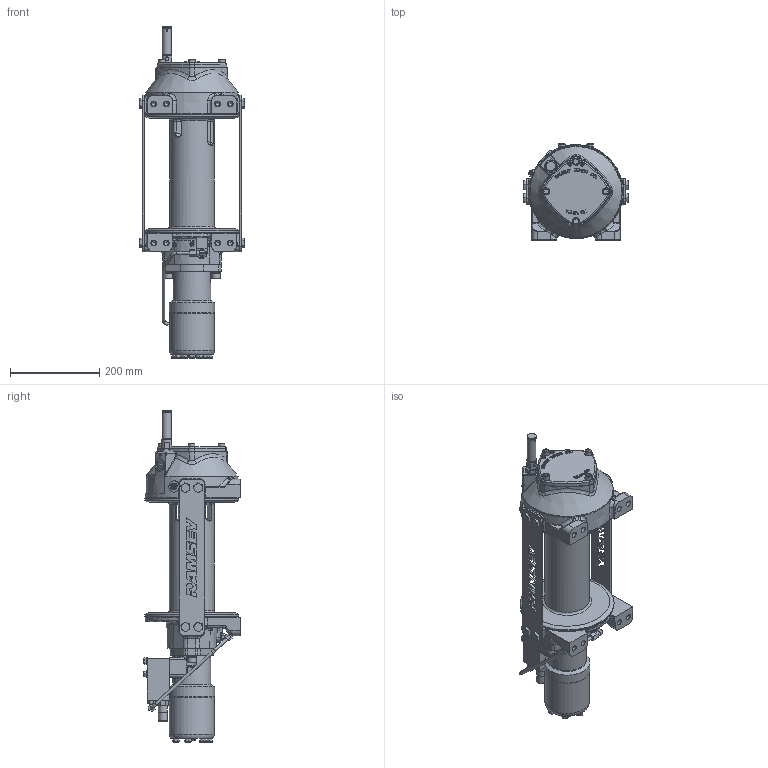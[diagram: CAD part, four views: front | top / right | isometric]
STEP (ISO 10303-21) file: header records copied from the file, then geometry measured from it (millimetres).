
FILE_DESCRIPTION(/* description */ (''),/* implementation_level */ '2;1');
FILE_NAME(/* name */ '640-783_Ramsey_HD-P-42-p.stp',/* time_stamp */ '2018-07-16T12:01:57+02:00',/* author */ ('lang1ph'),/* organization */ (''),/* preprocessor_version */ 'ST-DEVELOPER v17',/* originating_system */ 'Autodesk Inventor 2018',/* authorisation */ '');
FILE_SCHEMA (('AUTOMOTIVE_DESIGN { 1 0 10303 214 3 1 1 }'));
Length unit declared in the file: millimetre
Products named in the file (1): 640-783_Ramsey_HD-P-42-p
Bounding box: 236.52 x 214.93 x 742.51 mm (x, y, z)
Surface area: 651451.6 mm2 (no closed solid volume)
Topology: 0 solids, 64 shells, 1760 faces, 4925 edges, 3238 vertices
Faces by surface type: plane 890, bspline 278, cylinder 263, cone 239, torus 78, sphere 12
Full cylindrical faces by diameter (mm): 1.27 x1, 3.175 x1, 6.35 x6, 7.938 x2, 8.236 x3, 8.433 x1, 9.093 x2, 9.169 x2, 9.525 x4, 11.112 x1, 11.113 x1, 12.7 x9, 13.803 x1, 14.3 x4, 14.665 x7, 15.875 x4, 16.51 x2, 17.475 x1, 18.542 x2, 19.05 x10, 19.812 x1, 20.413 x1, 20.575 x2, 20.637 x2, 21.843 x1, 22.225 x2, 25.4 x1, 28.575 x2, 42.799 x1, 84.902 x1
Entity records: 85591 total; most frequent: CARTESIAN_POINT 40268, ORIENTED_EDGE 9043, DIRECTION 8609, EDGE_CURVE 4900, VERTEX_POINT 3238, AXIS2_PLACEMENT_3D 3110, LINE 2389, VECTOR 2389
